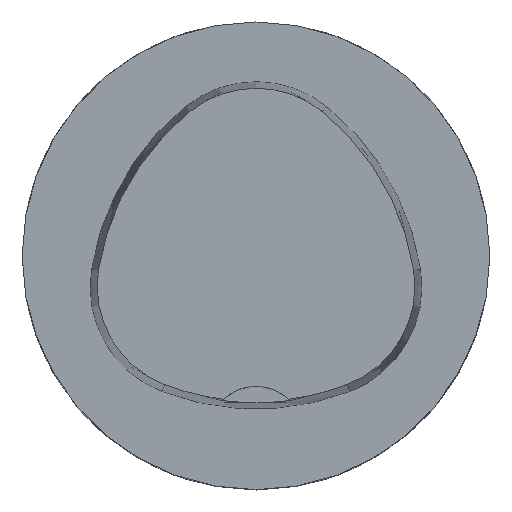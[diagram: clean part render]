
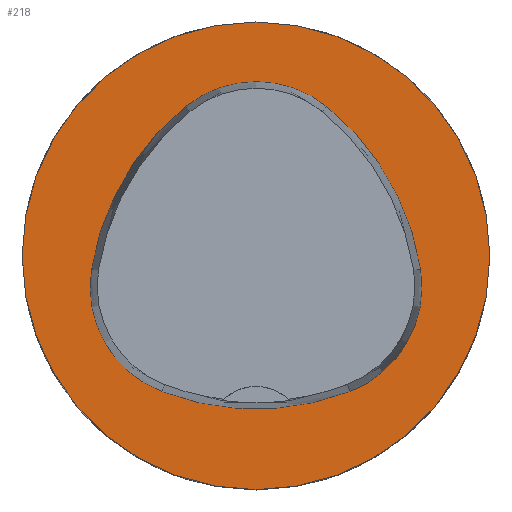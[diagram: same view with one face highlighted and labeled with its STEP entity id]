
A CAD part, top view. The second image highlights one B-rep face of the part: STEP entity #218.
In plain terms, the highlighted planar face has unit normal (0, 0, 1).
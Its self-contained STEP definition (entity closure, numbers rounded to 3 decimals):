
#218=ADVANCED_FACE('',(#418,#419),#261,.T.);
#261=PLANE('',#1199);
#418=FACE_BOUND('',#473,.T.);
#419=FACE_BOUND('',#474,.T.);
#473=EDGE_LOOP('',(#670,#671,#672,#673,#674,#675));
#474=EDGE_LOOP('',(#676));
#670=ORIENTED_EDGE('',*,*,#972,.T.);
#671=ORIENTED_EDGE('',*,*,#952,.T.);
#672=ORIENTED_EDGE('',*,*,#956,.T.);
#673=ORIENTED_EDGE('',*,*,#959,.T.);
#674=ORIENTED_EDGE('',*,*,#962,.T.);
#675=ORIENTED_EDGE('',*,*,#970,.T.);
#676=ORIENTED_EDGE('',*,*,#943,.F.);
#837=VERTEX_POINT('',#1896);
#846=VERTEX_POINT('',#1915);
#847=VERTEX_POINT('',#1916);
#850=VERTEX_POINT('',#1924);
#852=VERTEX_POINT('',#1930);
#854=VERTEX_POINT('',#1936);
#861=VERTEX_POINT('',#1957);
#943=EDGE_CURVE('',#837,#837,#1019,.T.);
#952=EDGE_CURVE('',#846,#847,#1020,.T.);
#956=EDGE_CURVE('',#847,#850,#1022,.T.);
#959=EDGE_CURVE('',#850,#852,#1024,.T.);
#962=EDGE_CURVE('',#852,#854,#1026,.T.);
#970=EDGE_CURVE('',#854,#861,#1030,.T.);
#972=EDGE_CURVE('',#861,#846,#1032,.T.);
#1019=CIRCLE('',#1171,25.);
#1020=CIRCLE('',#1177,28.);
#1022=CIRCLE('',#1180,12.);
#1024=CIRCLE('',#1183,28.);
#1026=CIRCLE('',#1186,12.);
#1030=CIRCLE('',#1191,28.);
#1032=CIRCLE('',#1194,12.);
#1171=AXIS2_PLACEMENT_3D('',#1895,#1399,#1400);
#1177=AXIS2_PLACEMENT_3D('',#1914,#1415,#1416);
#1180=AXIS2_PLACEMENT_3D('',#1923,#1423,#1424);
#1183=AXIS2_PLACEMENT_3D('',#1929,#1430,#1431);
#1186=AXIS2_PLACEMENT_3D('',#1935,#1437,#1438);
#1191=AXIS2_PLACEMENT_3D('',#1958,#1449,#1450);
#1194=AXIS2_PLACEMENT_3D('',#1961,#1455,#1456);
#1199=AXIS2_PLACEMENT_3D('',#1966,#1465,#1466);
#1399=DIRECTION('',(0.,0.,-1.));
#1400=DIRECTION('',(-1.,0.,0.));
#1415=DIRECTION('',(0.,0.,-1.));
#1416=DIRECTION('',(-1.,0.,0.));
#1423=DIRECTION('',(0.,0.,-1.));
#1424=DIRECTION('',(-1.,0.,0.));
#1430=DIRECTION('',(0.,0.,-1.));
#1431=DIRECTION('',(-1.,0.,0.));
#1437=DIRECTION('',(0.,0.,-1.));
#1438=DIRECTION('',(-1.,0.,0.));
#1449=DIRECTION('',(0.,0.,-1.));
#1450=DIRECTION('',(-1.,0.,0.));
#1455=DIRECTION('',(0.,0.,-1.));
#1456=DIRECTION('',(-1.,0.,0.));
#1465=DIRECTION('',(0.,0.,1.));
#1466=DIRECTION('',(1.,0.,0.));
#1895=CARTESIAN_POINT('',(0.,0.,0.));
#1896=CARTESIAN_POINT('',(-25.,0.,0.));
#1914=CARTESIAN_POINT('',(10.068,-5.824,0.));
#1915=CARTESIAN_POINT('',(-17.584,-1.424,0.));
#1916=CARTESIAN_POINT('',(-7.531,15.953,0.));
#1923=CARTESIAN_POINT('',(0.011,6.62,0.));
#1924=CARTESIAN_POINT('',(7.567,15.942,0.));
#1929=CARTESIAN_POINT('',(-10.063,-5.81,0.));
#1930=CARTESIAN_POINT('',(17.59,-1.418,0.));
#1935=CARTESIAN_POINT('',(5.739,-3.3,0.));
#1936=CARTESIAN_POINT('',(10.05,-14.499,0.));
#1957=CARTESIAN_POINT('',(-10.025,-14.516,0.));
#1958=CARTESIAN_POINT('',(-0.01,11.631,0.));
#1961=CARTESIAN_POINT('',(-5.733,-3.31,0.));
#1966=CARTESIAN_POINT('',(0.,0.,0.));
